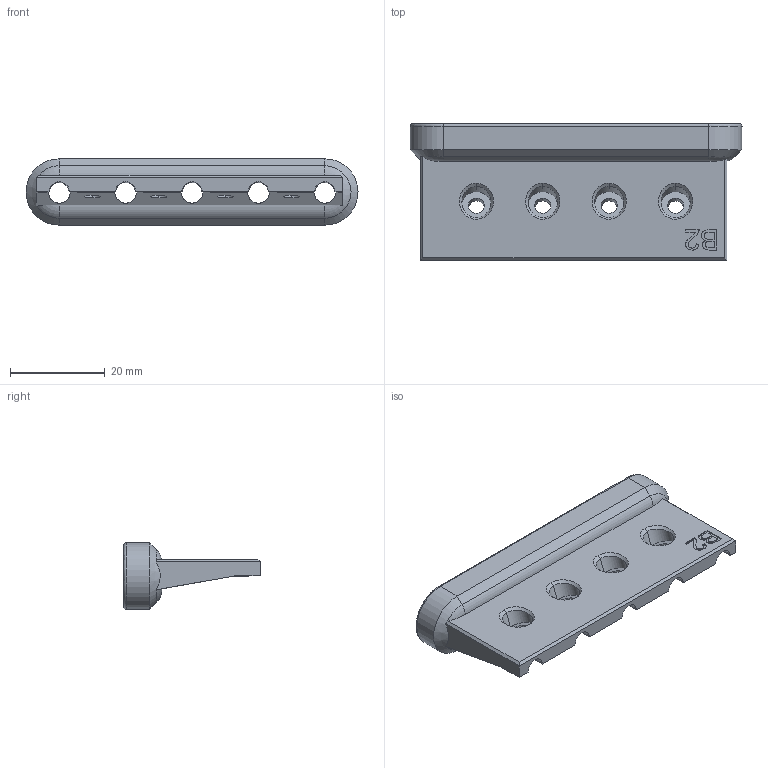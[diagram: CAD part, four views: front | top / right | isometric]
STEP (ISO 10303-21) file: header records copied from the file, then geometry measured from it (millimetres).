
FILE_DESCRIPTION (( 'STEP AP203' ), '1' );
FILE_NAME ('OD6mmTubeToMMU_Adapter.STEP', '2019-08-15T23:59:31', ( '' ), ( '' ), 'SwSTEP 2.0', 'SolidWorks 2017', '' );
FILE_SCHEMA (( 'CONFIG_CONTROL_DESIGN' ));
Length unit declared in the file: millimetre
Products named in the file (1): OD6mmTubeToMMU_Adapter
Bounding box: 70 x 28.8 x 14 mm (x, y, z)
Volume: 10235.3 mm3; surface area: 6928.5 mm2
Topology: 1 solids, 1 shells, 156 faces, 407 edges, 256 vertices
Faces by surface type: bspline 57, cylinder 43, plane 41, cone 12, torus 3
Entity records: 6436 total; most frequent: CARTESIAN_POINT 2989, ORIENTED_EDGE 814, DIRECTION 505, EDGE_CURVE 407, VERTEX_POINT 256, EDGE_LOOP 177, VECTOR 173, LINE 173
